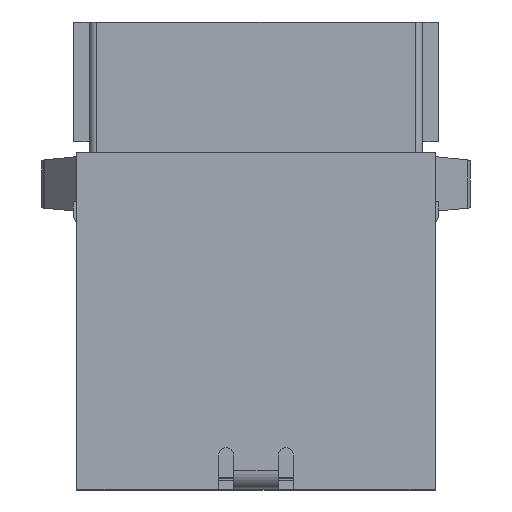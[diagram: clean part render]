
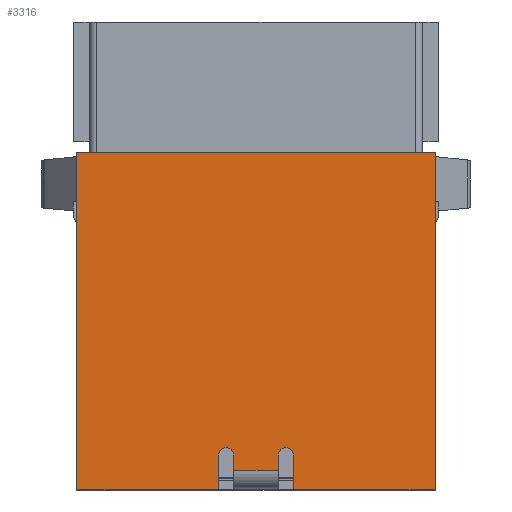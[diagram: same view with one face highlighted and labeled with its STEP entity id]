
A CAD part, top view. The second image highlights one B-rep face of the part: STEP entity #3316.
In plain terms, the highlighted planar face has unit normal (0, 0, 1).
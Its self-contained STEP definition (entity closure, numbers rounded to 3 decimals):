
#122=CARTESIAN_POINT('',(6.018,-13.98,11.5));
#123=VERTEX_POINT('',#122);
#130=CARTESIAN_POINT('',(1.25,-13.98,11.5));
#131=VERTEX_POINT('',#130);
#132=CARTESIAN_POINT('',(1.25,-13.98,11.5));
#133=DIRECTION('',(1.0,0.0,0.0));
#134=VECTOR('',#133,4.768);
#135=LINE('',#132,#134);
#136=EDGE_CURVE('',#131,#123,#135,.T.);
#152=CARTESIAN_POINT('',(-6.018,-13.98,11.5));
#153=VERTEX_POINT('',#152);
#154=CARTESIAN_POINT('',(-1.25,-13.98,11.5));
#155=VERTEX_POINT('',#154);
#156=CARTESIAN_POINT('',(-6.018,-13.98,11.5));
#157=DIRECTION('',(1.0,0.0,0.0));
#158=VECTOR('',#157,4.768);
#159=LINE('',#156,#158);
#160=EDGE_CURVE('',#153,#155,#159,.T.);
#333=CARTESIAN_POINT('',(1.25,-12.83,11.5));
#334=VERTEX_POINT('',#333);
#335=CARTESIAN_POINT('',(1.25,-12.83,11.5));
#336=DIRECTION('',(0.0,-1.0,0.0));
#337=VECTOR('',#336,1.15);
#338=LINE('',#335,#337);
#339=EDGE_CURVE('',#334,#131,#338,.T.);
#727=CARTESIAN_POINT('',(6.018,-2.68,11.5));
#728=VERTEX_POINT('',#727);
#735=CARTESIAN_POINT('',(6.018,-13.98,11.5));
#736=DIRECTION('',(0.0,1.0,0.0));
#737=VECTOR('',#736,11.3);
#738=LINE('',#735,#737);
#739=EDGE_CURVE('',#123,#728,#738,.T.);
#1002=CARTESIAN_POINT('',(-6.018,-2.68,11.5));
#1003=VERTEX_POINT('',#1002);
#1004=CARTESIAN_POINT('',(-6.018,-13.98,11.5));
#1005=DIRECTION('',(0.0,1.0,0.0));
#1006=VECTOR('',#1005,11.3);
#1007=LINE('',#1004,#1006);
#1008=EDGE_CURVE('',#153,#1003,#1007,.T.);
#3240=CARTESIAN_POINT('',(-1.25,-12.83,11.5));
#3241=VERTEX_POINT('',#3240);
#3248=CARTESIAN_POINT('',(-1.25,-13.98,11.5));
#3249=DIRECTION('',(0.0,1.0,0.0));
#3250=VECTOR('',#3249,1.15);
#3251=LINE('',#3248,#3250);
#3252=EDGE_CURVE('',#155,#3241,#3251,.T.);
#3257=CARTESIAN_POINT('',(-6.62,-14.545,11.5));
#3258=DIRECTION('',(0.0,0.0,1.0));
#3259=DIRECTION('',(0.0,-1.0,0.0));
#3260=AXIS2_PLACEMENT_3D('',#3257,#3258,#3259);
#3261=PLANE('',#3260);
#3262=CARTESIAN_POINT('',(0.75,-12.83,11.5));
#3263=VERTEX_POINT('',#3262);
#3264=CARTESIAN_POINT('',(1.,-12.83,11.5));
#3265=DIRECTION('',(0.0,0.0,1.0));
#3266=DIRECTION('',(1.0,0.0,0.0));
#3267=AXIS2_PLACEMENT_3D('',#3264,#3265,#3266);
#3268=CIRCLE('',#3267,0.25);
#3269=EDGE_CURVE('',#334,#3263,#3268,.T.);
#3270=ORIENTED_EDGE('',*,*,#3269,.F.);
#3271=ORIENTED_EDGE('',*,*,#339,.T.);
#3272=ORIENTED_EDGE('',*,*,#136,.T.);
#3273=ORIENTED_EDGE('',*,*,#739,.T.);
#3274=CARTESIAN_POINT('',(-6.018,-2.68,11.5));
#3275=DIRECTION('',(1.0,0.0,0.0));
#3276=VECTOR('',#3275,12.036);
#3277=LINE('',#3274,#3276);
#3278=EDGE_CURVE('',#1003,#728,#3277,.T.);
#3279=ORIENTED_EDGE('',*,*,#3278,.F.);
#3280=ORIENTED_EDGE('',*,*,#1008,.F.);
#3281=ORIENTED_EDGE('',*,*,#160,.T.);
#3282=ORIENTED_EDGE('',*,*,#3252,.T.);
#3283=CARTESIAN_POINT('',(-0.75,-12.83,11.5));
#3284=VERTEX_POINT('',#3283);
#3285=CARTESIAN_POINT('',(-1.,-12.83,11.5));
#3286=DIRECTION('',(0.0,0.0,1.0));
#3287=DIRECTION('',(1.0,0.0,0.0));
#3288=AXIS2_PLACEMENT_3D('',#3285,#3286,#3287);
#3289=CIRCLE('',#3288,0.25);
#3290=EDGE_CURVE('',#3284,#3241,#3289,.T.);
#3291=ORIENTED_EDGE('',*,*,#3290,.F.);
#3292=CARTESIAN_POINT('',(-0.75,-13.342,11.5));
#3293=VERTEX_POINT('',#3292);
#3294=CARTESIAN_POINT('',(-0.75,-13.342,11.5));
#3295=DIRECTION('',(0.0,1.0,0.0));
#3296=VECTOR('',#3295,0.512);
#3297=LINE('',#3294,#3296);
#3298=EDGE_CURVE('',#3293,#3284,#3297,.T.);
#3299=ORIENTED_EDGE('',*,*,#3298,.F.);
#3300=CARTESIAN_POINT('',(0.75,-13.342,11.5));
#3301=VERTEX_POINT('',#3300);
#3302=CARTESIAN_POINT('',(-0.75,-13.342,11.5));
#3303=DIRECTION('',(1.0,0.0,0.0));
#3304=VECTOR('',#3303,1.5);
#3305=LINE('',#3302,#3304);
#3306=EDGE_CURVE('',#3293,#3301,#3305,.T.);
#3307=ORIENTED_EDGE('',*,*,#3306,.T.);
#3308=CARTESIAN_POINT('',(0.75,-12.83,11.5));
#3309=DIRECTION('',(0.0,-1.0,0.0));
#3310=VECTOR('',#3309,0.512);
#3311=LINE('',#3308,#3310);
#3312=EDGE_CURVE('',#3263,#3301,#3311,.T.);
#3313=ORIENTED_EDGE('',*,*,#3312,.F.);
#3314=EDGE_LOOP('',(#3270,#3271,#3272,#3273,#3279,#3280,#3281,#3282,#3291,#3299,#3307,#3313));
#3315=FACE_OUTER_BOUND('',#3314,.T.);
#3316=ADVANCED_FACE('',(#3315),#3261,.T.);
